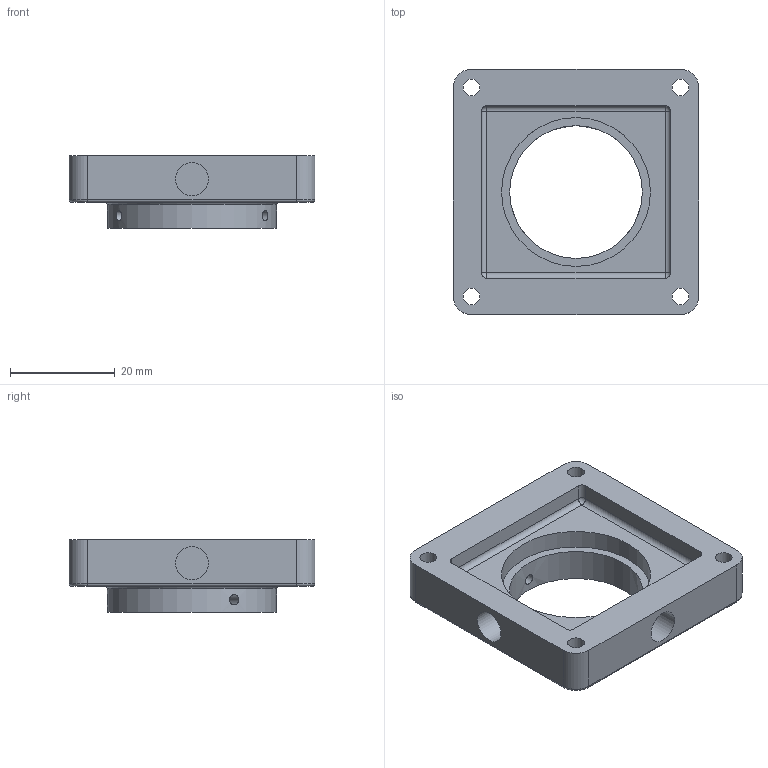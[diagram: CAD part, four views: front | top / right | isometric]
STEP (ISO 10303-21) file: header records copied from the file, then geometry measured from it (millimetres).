
FILE_DESCRIPTION(/* description */ (''),/* implementation_level */ '2;1');
FILE_NAME(/* name */ 'IMX_top.step',/* time_stamp */ '2025-11-20T20:18:23-08:00',/* author */ (''),/* organization */ (''),/* preprocessor_version */ 'ST-DEVELOPER v20.1',/* originating_system */ 'Autodesk Translation Framework v14.17.0.0',/* authorisation */ '');
FILE_SCHEMA (('AUTOMOTIVE_DESIGN { 1 0 10303 214 3 1 1 }'));
Length unit declared in the file: millimetre
Products named in the file (1): IMX_top
Bounding box: 47 x 47 x 13.93 mm (x, y, z)
Volume: 12445.6 mm3; surface area: 7562.2 mm2
Topology: 1 solids, 1 shells, 56 faces, 124 edges, 77 vertices
Faces by surface type: cylinder 30, plane 17, torus 5, sphere 4
Full cylindrical faces by diameter (mm): 2 x3, 3.2 x4, 6.35 x4, 25.4 x1, 28.5 x1, 32.35 x1
Entity records: 1808 total; most frequent: CARTESIAN_POINT 459, DIRECTION 290, ORIENTED_EDGE 248, EDGE_CURVE 124, AXIS2_PLACEMENT_3D 118, EDGE_LOOP 79, VERTEX_POINT 77, CIRCLE 61
